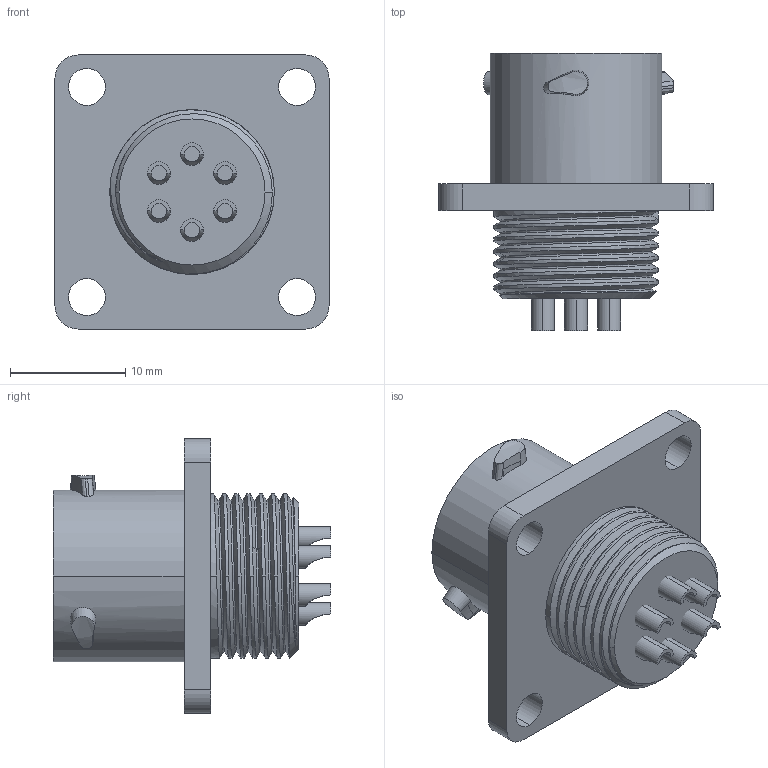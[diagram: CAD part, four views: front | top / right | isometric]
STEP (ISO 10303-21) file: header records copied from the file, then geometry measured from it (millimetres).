
FILE_DESCRIPTION((''),'2;1');
FILE_NAME('UTS010E6S','2011-04-04T',('vsorin'),('SOURIAU'),'PRO/ENGINEER BY PARAMETRIC TECHNOLOGY CORPORATION, 2010140','PRO/ENGINEER BY PARAMETRIC TECHNOLOGY CORPORATION, 2010140','');
FILE_SCHEMA(('CONFIG_CONTROL_DESIGN'));
Length unit declared in the file: millimetre
Products named in the file (1): UTS010E6S
Bounding box: 23.8 x 24.07 x 23.8 mm (x, y, z)
Surface area: 3715.6 mm2 (no closed solid volume)
Topology: 0 solids, 8 shells, 149 faces, 407 edges, 272 vertices
Faces by surface type: cylinder 84, plane 36, bspline 24, extrusion 3, cone 2
Entity records: 8862 total; most frequent: CARTESIAN_POINT 5228, ORIENTED_EDGE 782, DIRECTION 675, EDGE_CURVE 407, VERTEX_POINT 272, AXIS2_PLACEMENT_3D 258, EDGE_LOOP 169, VECTOR 159
